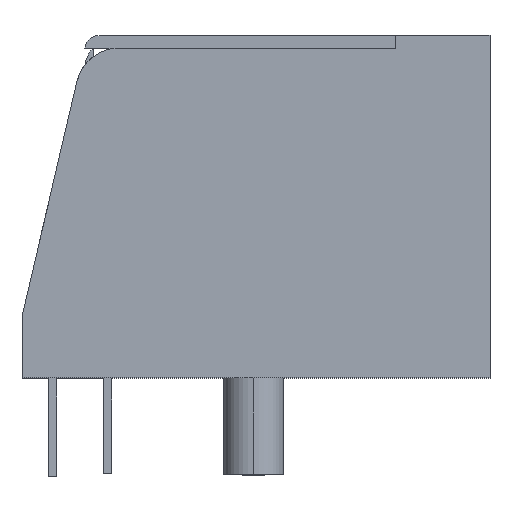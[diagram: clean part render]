
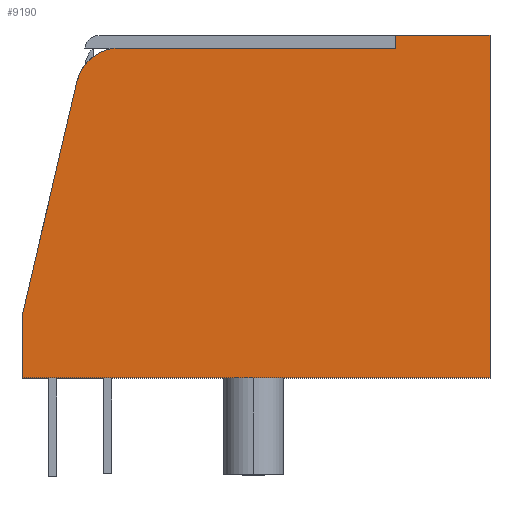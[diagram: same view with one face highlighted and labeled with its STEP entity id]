
A CAD part, top view. The second image highlights one B-rep face of the part: STEP entity #9190.
In plain terms, the highlighted planar face has unit normal (0, 0, 1).
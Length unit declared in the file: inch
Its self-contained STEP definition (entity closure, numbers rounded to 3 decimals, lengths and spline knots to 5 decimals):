
#387 = CARTESIAN_POINT ( 'NONE',  ( 0.16785, 0.5695, 0. ) ) ;
#926 = DIRECTION ( 'NONE',  ( 0., -1., 0. ) ) ;
#1006 = EDGE_CURVE ( 'NONE', #12362, #5926, #8085, .T. ) ;
#1158 = VECTOR ( 'NONE', #14803, 39.37008 ) ;
#1511 = VERTEX_POINT ( 'NONE', #7774 ) ;
#1594 = CARTESIAN_POINT ( 'NONE',  ( 0.646, 0.5695, 0. ) ) ;
#2342 = ORIENTED_EDGE ( 'NONE', *, *, #2711, .T. ) ;
#2711 = EDGE_CURVE ( 'NONE', #3210, #15664, #15610, .T. ) ;
#3075 = VERTEX_POINT ( 'NONE', #8078 ) ;
#3130 = VECTOR ( 'NONE', #14108, 39.37008 ) ;
#3156 = CARTESIAN_POINT ( 'NONE',  ( 0.646, 0.5695, 0. ) ) ;
#3210 = VERTEX_POINT ( 'NONE', #387 ) ;
#3421 = EDGE_CURVE ( 'NONE', #3210, #5466, #4708, .T. ) ;
#3454 = EDGE_CURVE ( 'NONE', #5926, #1511, #7622, .T. ) ;
#3564 = EDGE_CURVE ( 'NONE', #5466, #9421, #15694, .T. ) ;
#3935 = CARTESIAN_POINT ( 'NONE',  ( 0.8085, 0.5915, 0. ) ) ;
#4708 = LINE ( 'NONE', #13090, #3130 ) ;
#4911 = CARTESIAN_POINT ( 'NONE',  ( 0., 0.5915, 0. ) ) ;
#5045 = AXIS2_PLACEMENT_3D ( 'NONE', #8037, #12208, #12990 ) ;
#5253 = DIRECTION ( 'NONE',  ( 1., 0., 0. ) ) ;
#5464 = CARTESIAN_POINT ( 'NONE',  ( 0., 0.106, 0. ) ) ;
#5466 = VERTEX_POINT ( 'NONE', #3156 ) ;
#5753 = CARTESIAN_POINT ( 'NONE',  ( 0.646, 0.5915, 0. ) ) ;
#5926 = VERTEX_POINT ( 'NONE', #15734 ) ;
#5976 = FACE_OUTER_BOUND ( 'NONE', #12243, .T. ) ;
#6032 = ORIENTED_EDGE ( 'NONE', *, *, #3454, .T. ) ;
#6389 = LINE ( 'NONE', #15967, #7513 ) ;
#7513 = VECTOR ( 'NONE', #12646, 39.37008 ) ;
#7520 = PLANE ( 'NONE',  #5045 ) ;
#7622 = LINE ( 'NONE', #12317, #11327 ) ;
#7664 = DIRECTION ( 'NONE',  ( 0., 1., 0. ) ) ;
#7774 = CARTESIAN_POINT ( 'NONE',  ( 0.8085, 0., 0. ) ) ;
#8011 = EDGE_CURVE ( 'NONE', #15664, #12362, #13275, .T. ) ;
#8037 = CARTESIAN_POINT ( 'NONE',  ( 0., 0.5915, 0. ) ) ;
#8078 = CARTESIAN_POINT ( 'NONE',  ( 0.8085, 0.5915, 0. ) ) ;
#8085 = LINE ( 'NONE', #4911, #14965 ) ;
#8198 = AXIS2_PLACEMENT_3D ( 'NONE', #11068, #14683, #12128 ) ;
#8419 = ORIENTED_EDGE ( 'NONE', *, *, #3421, .F. ) ;
#8612 = CARTESIAN_POINT ( 'NONE',  ( -0.0235, 0.00549, 0. ) ) ;
#8772 = EDGE_CURVE ( 'NONE', #9421, #3075, #6389, .T. ) ;
#8876 = LINE ( 'NONE', #3935, #13860 ) ;
#9073 = EDGE_CURVE ( 'NONE', #3075, #1511, #8876, .T. ) ;
#9147 = ORIENTED_EDGE ( 'NONE', *, *, #3564, .F. ) ;
#9190 = ADVANCED_FACE ( 'NONE', ( #5976 ), #7520, .F. ) ;
#9421 = VERTEX_POINT ( 'NONE', #5753 ) ;
#11068 = CARTESIAN_POINT ( 'NONE',  ( 0.16785, 0.4945, 0. ) ) ;
#11327 = VECTOR ( 'NONE', #5253, 39.37008 ) ;
#11796 = ORIENTED_EDGE ( 'NONE', *, *, #8772, .F. ) ;
#12128 = DIRECTION ( 'NONE',  ( -1., 0., 0. ) ) ;
#12208 = DIRECTION ( 'NONE',  ( 0., 0., -1. ) ) ;
#12243 = EDGE_LOOP ( 'NONE', ( #8419, #2342, #15361, #13825, #6032, #15628, #11796, #9147 ) ) ;
#12317 = CARTESIAN_POINT ( 'NONE',  ( 0., 0., 0. ) ) ;
#12362 = VERTEX_POINT ( 'NONE', #5464 ) ;
#12646 = DIRECTION ( 'NONE',  ( 1., 0., 0. ) ) ;
#12990 = DIRECTION ( 'NONE',  ( -1., 0., 0. ) ) ;
#13051 = DIRECTION ( 'NONE',  ( 0., -1., 0. ) ) ;
#13090 = CARTESIAN_POINT ( 'NONE',  ( 0., 0.5695, 0. ) ) ;
#13275 = LINE ( 'NONE', #8612, #1158 ) ;
#13278 = VECTOR ( 'NONE', #7664, 39.37008 ) ;
#13825 = ORIENTED_EDGE ( 'NONE', *, *, #1006, .T. ) ;
#13860 = VECTOR ( 'NONE', #13051, 39.37008 ) ;
#14108 = DIRECTION ( 'NONE',  ( 1., 0., 0. ) ) ;
#14683 = DIRECTION ( 'NONE',  ( 0., 0., 1. ) ) ;
#14803 = DIRECTION ( 'NONE',  ( -0.228, -0.974, 0. ) ) ;
#14965 = VECTOR ( 'NONE', #926, 39.37008 ) ;
#15361 = ORIENTED_EDGE ( 'NONE', *, *, #8011, .T. ) ;
#15610 = CIRCLE ( 'NONE', #8198, 0.075 ) ;
#15628 = ORIENTED_EDGE ( 'NONE', *, *, #9073, .F. ) ;
#15664 = VERTEX_POINT ( 'NONE', #15979 ) ;
#15694 = LINE ( 'NONE', #1594, #13278 ) ;
#15734 = CARTESIAN_POINT ( 'NONE',  ( 0., 0., 0. ) ) ;
#15967 = CARTESIAN_POINT ( 'NONE',  ( 0., 0.5915, 0. ) ) ;
#15979 = CARTESIAN_POINT ( 'NONE',  ( 0.09481, 0.51157, 0. ) ) ;
